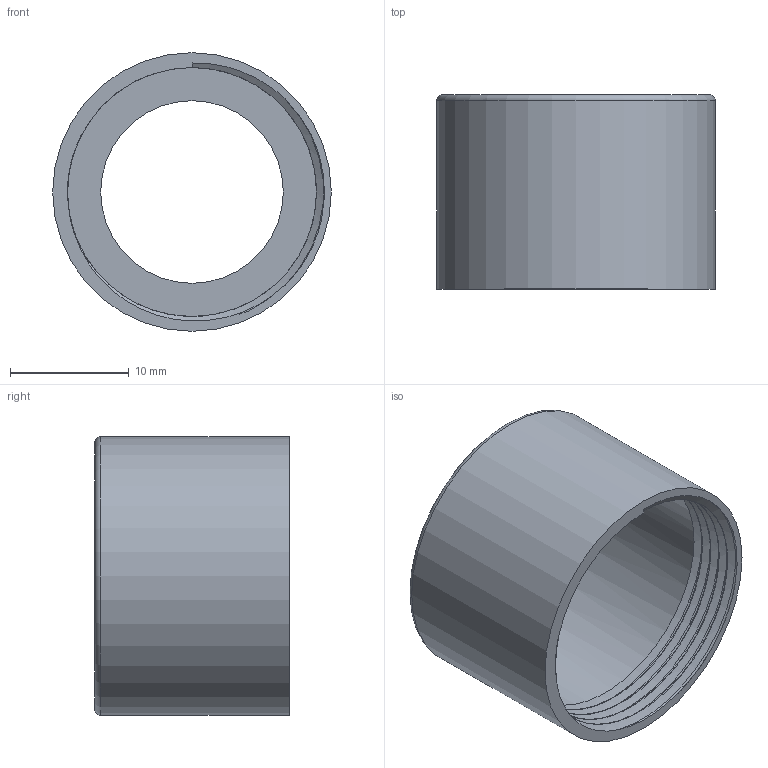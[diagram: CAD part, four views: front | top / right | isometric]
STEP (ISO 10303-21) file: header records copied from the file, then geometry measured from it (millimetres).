
FILE_DESCRIPTION(('FreeCAD Model'),'2;1');
FILE_NAME('new_cap_box_bot_stp.step','2019-07-24T16:34:32',('Author'),(''), 'Open CASCADE STEP processor 7.3','FreeCAD','Unknown');
FILE_SCHEMA(('AUTOMOTIVE_DESIGN { 1 0 10303 214 1 1 1 1 }'));
Length unit declared in the file: millimetre
Products named in the file (1): Fillet
Bounding box: 23.5 x 16.4 x 23.5 mm (x, y, z)
Volume: 1502.4 mm3; surface area: 2978.9 mm2
Topology: 1 solids, 1 shells, 28 faces, 66 edges, 41 vertices
Faces by surface type: bspline 15, cylinder 7, plane 5, torus 1
Full cylindrical faces by diameter (mm): 15.4 x1, 21 x4, 23.5 x1
Entity records: 4834 total; most frequent: CARTESIAN_POINT 3566, ORIENTED_EDGE 132, PCURVE 132, DEFINITIONAL_REPRESENTATION 132, B_SPLINE_CURVE_WITH_KNOTS 120, DIRECTION 104, EDGE_CURVE 66, SURFACE_CURVE 62
